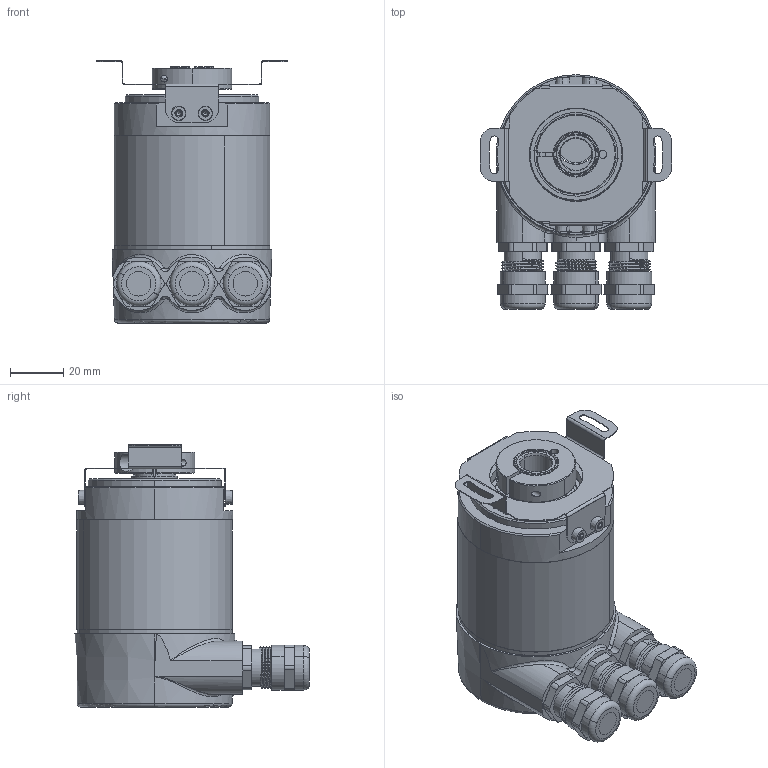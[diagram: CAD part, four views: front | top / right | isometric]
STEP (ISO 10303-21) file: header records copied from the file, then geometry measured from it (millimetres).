
FILE_DESCRIPTION (( 'STEP AP214' ), '1' );
FILE_NAME ('OCD-DPC1B-1212-B120-H3P.STEP', '2020-07-30T07:22:22', ( '' ), ( '' ), 'SwSTEP 2.0', 'SolidWorks 2019', '' );
FILE_SCHEMA (( 'AUTOMOTIVE_DESIGN' ));
Length unit declared in the file: millimetre
Products named in the file (1): OCD-DPC1B-1212-B120-H3P
Bounding box: 71.71 x 88.05 x 98.45 mm (x, y, z)
Surface area: 43827.9 mm2 (no closed solid volume)
Topology: 0 solids, 34 shells, 462 faces, 1343 edges, 877 vertices
Faces by surface type: plane 192, cylinder 159, cone 71, bspline 30, torus 10
Entity records: 24820 total; most frequent: CARTESIAN_POINT 7919, DIRECTION 2510, ORIENTED_EDGE 2270, EDGE_CURVE 1333, AXIS2_PLACEMENT_3D 966, VERTEX_POINT 877, LINE 578, VECTOR 578
